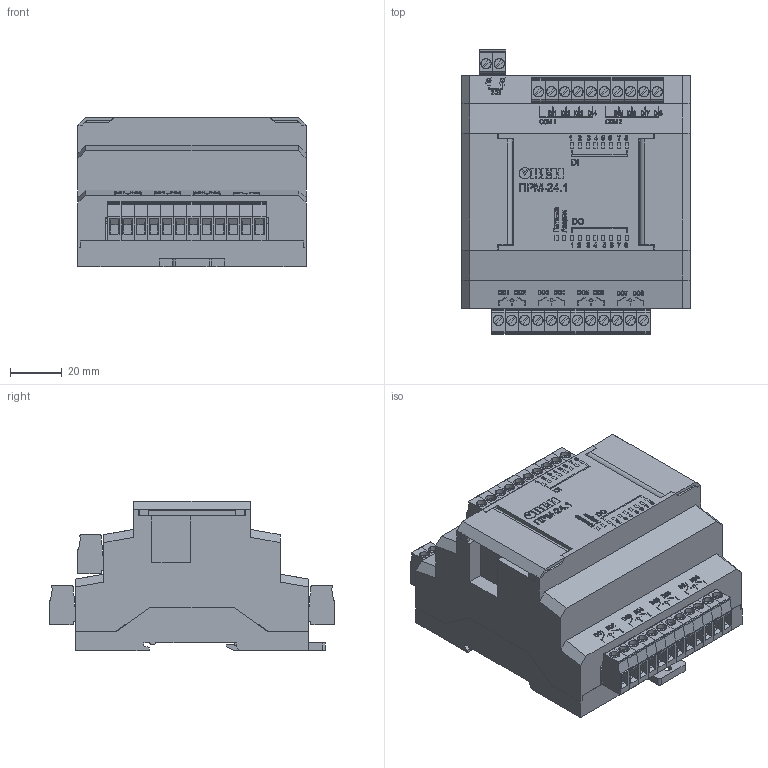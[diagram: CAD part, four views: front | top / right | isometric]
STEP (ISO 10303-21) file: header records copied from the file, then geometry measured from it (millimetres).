
FILE_DESCRIPTION (( 'STEP AP214' ), '1' );
FILE_NAME ('3D Ìîäåëü ÏÐ-Ì.STEP', '2017-04-25T11:19:07', ( 'adm' ), ( 'MICROSOFT' ), 'SwSTEP 2.0', 'SolidWorks 2011', '' );
FILE_SCHEMA (( 'AUTOMOTIVE_DESIGN' ));
Length unit declared in the file: millimetre
Products named in the file (9): 抔樦憵 2-5,08; 抔樦憵 2edgk-5,08-1p; Ðàçúåì øòåêåðíûé 2-5.08; Ðàçúåì øòåêåðíûé íà ïëàòó 5.08; 婰膲僗闉 玿200; Êðûøêà; Êîðïóñ ÏÐ-Ì; 扻豵鵨 玿-岯瞂贂; 3D Ìîäåëü ÏÐ-Ì
Assembly tree (33 placements, depth 3):
  3D Ìîäåëü ÏÐ-Ì
    扻豵鵨 玿-岯瞂贂
    Êîðïóñ ÏÐ-Ì
    Êðûøêà  x2
    婰膲僗闉 玿200
    Ðàçúåì øòåêåðíûé 2-5.08  x12
      Ðàçúåì øòåêåðíûé íà ïëàòó 5.08
    抔樦憵 2-5,08  x12
      抔樦憵 2edgk-5,08-1p
Bounding box: 88 x 109.7 x 57.52 mm (x, y, z)
Volume: 152103.9 mm3; surface area: 101813.5 mm2
Topology: 54 solids, 54 shells, 5590 faces, 14765 edges, 9736 vertices
Faces by surface type: plane 3555, bspline 1473, cylinder 538, cone 24
Entity records: 153205 total; most frequent: CARTESIAN_POINT 48949, ORIENTED_EDGE 17886, DIRECTION 9828, EDGE_CURVE 8943, VERTEX_POINT 5955, VECTOR 5668, LINE 5668, EDGE_LOOP 3550
